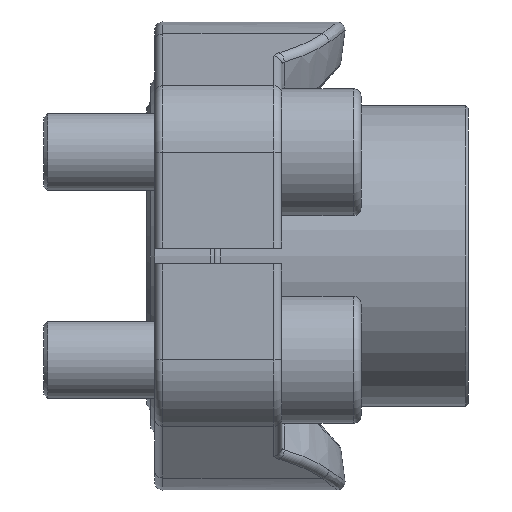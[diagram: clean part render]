
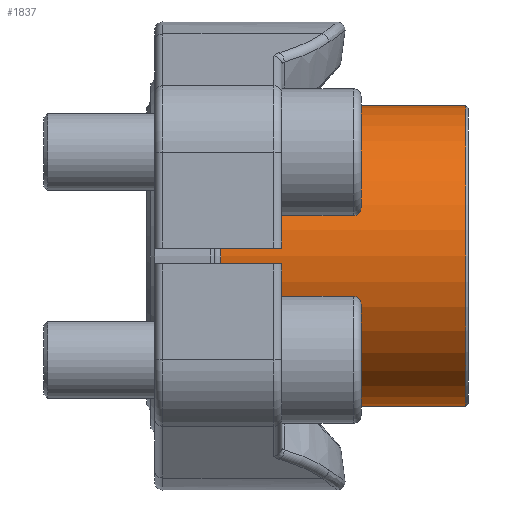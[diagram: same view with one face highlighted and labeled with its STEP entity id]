
A CAD part, front view. The second image highlights one B-rep face of the part: STEP entity #1837.
In plain terms, the highlighted cylindrical face has radius 18.95 mm (diameter 37.9 mm), a full revolution.
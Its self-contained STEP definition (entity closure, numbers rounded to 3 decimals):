
#1021=CYLINDRICAL_SURFACE('',#2158,18.95);
#1047=EDGE_LOOP('',(#1190));
#1048=EDGE_LOOP('',(#1191));
#1190=ORIENTED_EDGE('',*,*,#1548,.T.);
#1191=ORIENTED_EDGE('',*,*,#1549,.T.);
#1548=EDGE_CURVE('',#2031,#2031,#1727,.T.);
#1549=EDGE_CURVE('',#2032,#2032,#1728,.T.);
#1727=CIRCLE('',#2156,18.95);
#1728=CIRCLE('',#2157,18.95);
#1837=ADVANCED_FACE('',(#1944,#1945),#1021,.T.);
#1944=FACE_BOUND('',#1047,.T.);
#1945=FACE_BOUND('',#1048,.T.);
#2031=VERTEX_POINT('',#2843);
#2032=VERTEX_POINT('',#2845);
#2156=AXIS2_PLACEMENT_3D('',#2842,#2374,#2375);
#2157=AXIS2_PLACEMENT_3D('',#2844,#2376,#2377);
#2158=AXIS2_PLACEMENT_3D('',#2846,#2378,#2379);
#2374=DIRECTION('',(1.,0.,0.));
#2375=DIRECTION('',(0.,0.,1.));
#2376=DIRECTION('',(-1.,0.,0.));
#2377=DIRECTION('',(0.,0.,1.));
#2378=DIRECTION('',(-1.,0.,0.));
#2379=DIRECTION('',(0.,0.,1.));
#2842=CARTESIAN_POINT('',(8.8,0.,0.));
#2843=CARTESIAN_POINT('',(8.8,0.,18.95));
#2844=CARTESIAN_POINT('',(39.7,0.,0.));
#2845=CARTESIAN_POINT('',(39.7,0.,18.95));
#2846=CARTESIAN_POINT('',(0.,0.,0.));
